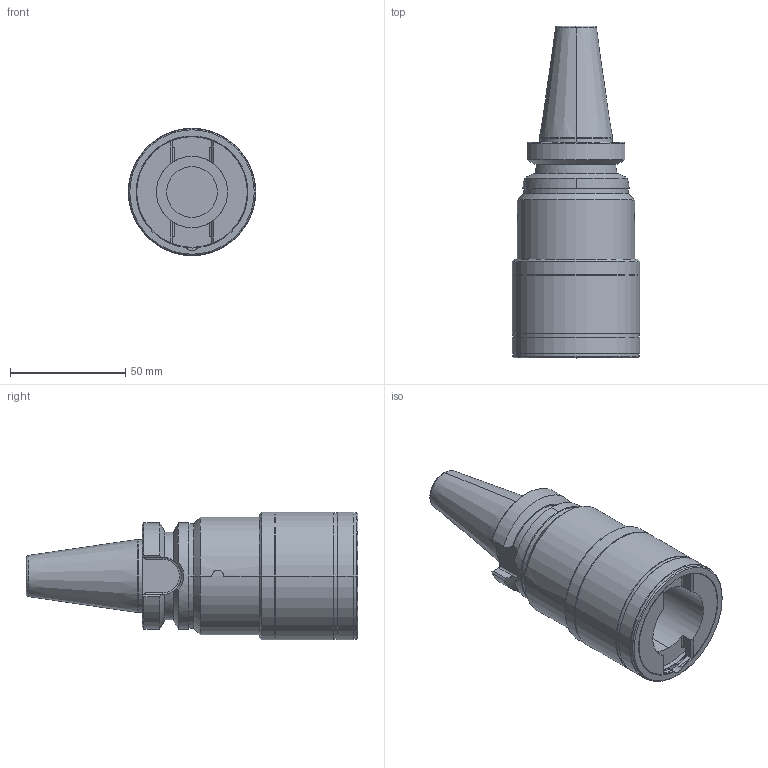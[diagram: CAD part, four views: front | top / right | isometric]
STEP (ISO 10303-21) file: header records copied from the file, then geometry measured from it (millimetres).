
FILE_DESCRIPTION((''),'2;1');
FILE_NAME('32600-30BT','2021-06-22T14:03:27',('046'),(''),'CREO PARAMETRIC BY PTC INC, 2019352','CREO PARAMETRIC BY PTC INC, 2019352','');
FILE_SCHEMA(('CONFIG_CONTROL_DESIGN'));
Length unit declared in the file: millimetre
Products named in the file (1): 32600-30BT
Bounding box: 55.3 x 144 x 55.3 mm (x, y, z)
Volume: 185127.7 mm3; surface area: 30436 mm2
Topology: 1 solids, 1 shells, 153 faces, 400 edges, 243 vertices
Faces by surface type: cylinder 63, cone 41, plane 40, torus 7, bspline 2
Entity records: 5236 total; most frequent: CARTESIAN_POINT 1454, ORIENTED_EDGE 796, DIRECTION 792, EDGE_CURVE 398, AXIS2_PLACEMENT_3D 311, VERTEX_POINT 243, VECTOR 170, LINE 170
